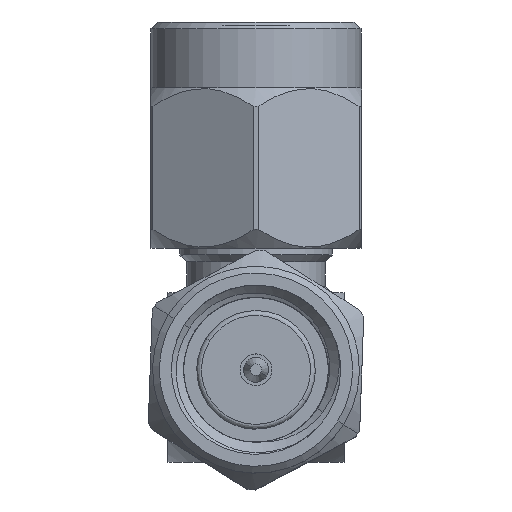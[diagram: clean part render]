
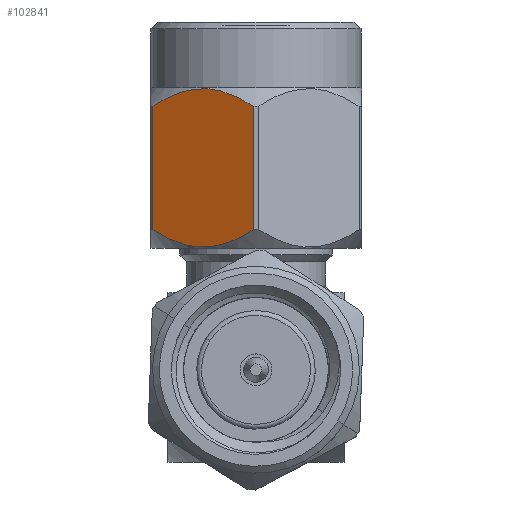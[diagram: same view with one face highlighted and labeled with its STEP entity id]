
A CAD part, top view. The second image highlights one B-rep face of the part: STEP entity #102841.
In plain terms, the highlighted face is planar.
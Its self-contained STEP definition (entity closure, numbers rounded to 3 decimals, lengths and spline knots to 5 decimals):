
#1044 = DIRECTION ( 'NONE',  ( 0., -1., 0. ) ) ;
#3360 = ORIENTED_EDGE ( 'NONE', *, *, #10292, .F. ) ;
#3486 = CARTESIAN_POINT ( 'NONE',  ( 0.10588, 0.20445, 0.1291 ) ) ;
#7158 = EDGE_LOOP ( 'NONE', ( #142241, #87170, #3360, #108767 ) ) ;
#8283 = CARTESIAN_POINT ( 'NONE',  ( 0.15408, 0.42146, 0.04562 ) ) ;
#8635 = LINE ( 'NONE', #110430, #133105 ) ;
#10292 = EDGE_CURVE ( 'NONE', #44897, #115286, #48353, .T. ) ;
#14913 = PLANE ( 'NONE',  #118561 ) ;
#15900 = EDGE_CURVE ( 'NONE', #58090, #115286, #26283, .T. ) ;
#22925 = EDGE_CURVE ( 'NONE', #58090, #91215, #8635, .T. ) ;
#25976 = CARTESIAN_POINT ( 'NONE',  ( 0.11655, 0.19746, 0.11063 ) ) ;
#26134 = DIRECTION ( 'NONE',  ( 0.866, 0., 0.5 ) ) ;
#26283 = B_SPLINE_CURVE_WITH_KNOTS ( 'NONE', 3,
 ( #114889, #136803, #3486, #25976, #50442, #47979, #41296, #106578, #40642, #111862, #44530, #92716, #62013, #58059 ),
 .UNSPECIFIED., .F., .F.,
 ( 4, 2, 2, 2, 2, 2, 4 ),
 ( 0., 0.00114, 0.00171, 0.00228, 0.00285, 0.00342, 0.00456 ),
 .UNSPECIFIED. ) ;
#29834 = CARTESIAN_POINT ( 'NONE',  ( 0.16475, 0.41447, 0.02715 ) ) ;
#39170 = CARTESIAN_POINT ( 'NONE',  ( 0.1781, 0.40049, 0.00402 ) ) ;
#40642 = CARTESIAN_POINT ( 'NONE',  ( 0.14277, 0.19298, 0.06521 ) ) ;
#41095 = CARTESIAN_POINT ( 'NONE',  ( 0.11667, 0.42152, 0.11043 ) ) ;
#41296 = CARTESIAN_POINT ( 'NONE',  ( 0.13149, 0.19235, 0.08475 ) ) ;
#43051 = CARTESIAN_POINT ( 'NONE',  ( 0.12786, 0.42594, 0.09104 ) ) ;
#43126 = DIRECTION ( 'NONE',  ( 0., 1., 0. ) ) ;
#44530 = CARTESIAN_POINT ( 'NONE',  ( 0.15397, 0.1974, 0.04582 ) ) ;
#44897 = VERTEX_POINT ( 'NONE', #39170 ) ;
#46891 = EDGE_CURVE ( 'NONE', #44897, #91215, #97251, .T. ) ;
#47979 = CARTESIAN_POINT ( 'NONE',  ( 0.1277, 0.19301, 0.09132 ) ) ;
#48353 = LINE ( 'NONE', #103156, #53674 ) ;
#50442 = CARTESIAN_POINT ( 'NONE',  ( 0.12019, 0.19559, 0.10432 ) ) ;
#53674 = VECTOR ( 'NONE', #1044, 39.37008 ) ;
#54044 = CARTESIAN_POINT ( 'NONE',  ( 0.09253, 0.40049, 0.15223 ) ) ;
#55719 = CARTESIAN_POINT ( 'NONE',  ( 0.09253, 0.21843, 0.15223 ) ) ;
#58059 = CARTESIAN_POINT ( 'NONE',  ( 0.1781, 0.21843, 0.00402 ) ) ;
#58090 = VERTEX_POINT ( 'NONE', #55719 ) ;
#62013 = CARTESIAN_POINT ( 'NONE',  ( 0.17151, 0.21089, 0.01544 ) ) ;
#62316 = DIRECTION ( 'NONE',  ( 0.5, 0., -0.866 ) ) ;
#63622 = CARTESIAN_POINT ( 'NONE',  ( 0.10592, 0.41452, 0.12904 ) ) ;
#64102 = CARTESIAN_POINT ( 'NONE',  ( 0.09253, 0.40049, 0.15223 ) ) ;
#65527 = CARTESIAN_POINT ( 'NONE',  ( 0.13914, 0.42657, 0.0715 ) ) ;
#86820 = CARTESIAN_POINT ( 'NONE',  ( 0.1781, 0.40049, 0.00402 ) ) ;
#87170 = ORIENTED_EDGE ( 'NONE', *, *, #15900, .T. ) ;
#89058 = CARTESIAN_POINT ( 'NONE',  ( 0.1781, 0.21843, 0.00402 ) ) ;
#91215 = VERTEX_POINT ( 'NONE', #54044 ) ;
#92716 = CARTESIAN_POINT ( 'NONE',  ( 0.16471, 0.20441, 0.02721 ) ) ;
#93986 = CARTESIAN_POINT ( 'NONE',  ( 0.09021, 0.16792, 0.15625 ) ) ;
#97251 = B_SPLINE_CURVE_WITH_KNOTS ( 'NONE', 3,
 ( #86820, #99107, #29834, #8283, #109880, #98142, #65527, #110362, #43051, #121619, #41095, #63622, #142093, #64102 ),
 .UNSPECIFIED., .F., .F.,
 ( 4, 2, 2, 2, 2, 2, 4 ),
 ( 0., 0.00114, 0.00171, 0.00228, 0.00285, 0.00342, 0.00456 ),
 .UNSPECIFIED. ) ;
#98142 = CARTESIAN_POINT ( 'NONE',  ( 0.14294, 0.42591, 0.06493 ) ) ;
#99107 = CARTESIAN_POINT ( 'NONE',  ( 0.17152, 0.40801, 0.01541 ) ) ;
#102841 = ADVANCED_FACE ( 'NONE', ( #132180 ), #14913, .T. ) ;
#103156 = CARTESIAN_POINT ( 'NONE',  ( 0.1781, 0., 0.00402 ) ) ;
#106578 = CARTESIAN_POINT ( 'NONE',  ( 0.13902, 0.19233, 0.07171 ) ) ;
#108767 = ORIENTED_EDGE ( 'NONE', *, *, #46891, .T. ) ;
#109880 = CARTESIAN_POINT ( 'NONE',  ( 0.15044, 0.42333, 0.05193 ) ) ;
#110362 = CARTESIAN_POINT ( 'NONE',  ( 0.13161, 0.42659, 0.08454 ) ) ;
#110430 = CARTESIAN_POINT ( 'NONE',  ( 0.09253, 0., 0.15223 ) ) ;
#111862 = CARTESIAN_POINT ( 'NONE',  ( 0.15026, 0.19551, 0.05223 ) ) ;
#114889 = CARTESIAN_POINT ( 'NONE',  ( 0.09253, 0.21843, 0.15223 ) ) ;
#115286 = VERTEX_POINT ( 'NONE', #89058 ) ;
#118561 = AXIS2_PLACEMENT_3D ( 'NONE', #93986, #26134, #62316 ) ;
#121619 = CARTESIAN_POINT ( 'NONE',  ( 0.12037, 0.42341, 0.10402 ) ) ;
#132180 = FACE_OUTER_BOUND ( 'NONE', #7158, .T. ) ;
#133105 = VECTOR ( 'NONE', #43126, 39.37008 ) ;
#136803 = CARTESIAN_POINT ( 'NONE',  ( 0.09911, 0.21091, 0.14084 ) ) ;
#142093 = CARTESIAN_POINT ( 'NONE',  ( 0.09912, 0.40803, 0.14081 ) ) ;
#142241 = ORIENTED_EDGE ( 'NONE', *, *, #22925, .F. ) ;
